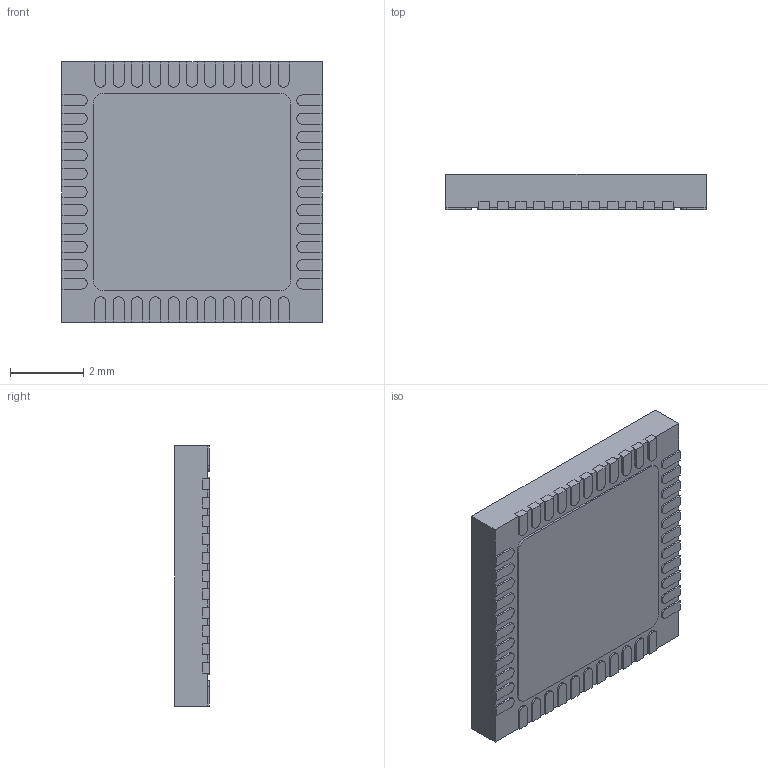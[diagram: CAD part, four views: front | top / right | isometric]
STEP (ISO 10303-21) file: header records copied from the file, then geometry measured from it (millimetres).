
FILE_DESCRIPTION (( 'STEP AP214' ), '1' );
FILE_NAME ('User Library-VQFN(44).STEP', '2021-04-14T02:53:21', ( '' ), ( '' ), 'SwSTEP 2.0', 'SolidWorks 2020', '' );
FILE_SCHEMA (( 'AUTOMOTIVE_DESIGN' ));
Length unit declared in the file: millimetre
Products named in the file (1): User Library-VQFN(44)
Bounding box: 7.1 x 0.95 x 7.1 mm (x, y, z)
Volume: 47.2 mm3; surface area: 169.7 mm2
Topology: 45 solids, 45 shells, 467 faces, 1129 edges, 753 vertices
Faces by surface type: plane 363, cylinder 103, sphere 1
Entity records: 14054 total; most frequent: CARTESIAN_POINT 2347, DIRECTION 2271, ORIENTED_EDGE 2254, EDGE_CURVE 1127, LINE 919, VECTOR 919, VERTEX_POINT 752, AXIS2_PLACEMENT_3D 676
